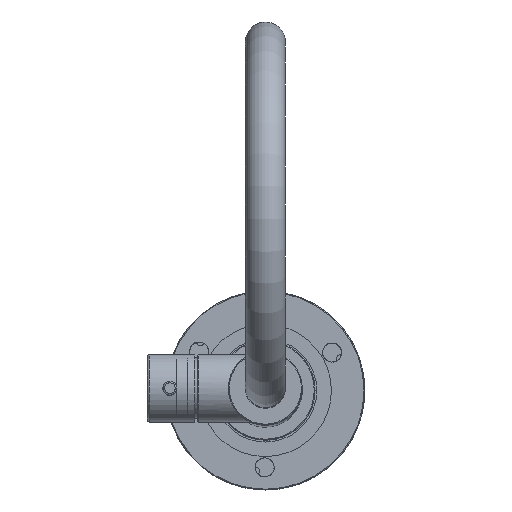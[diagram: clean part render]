
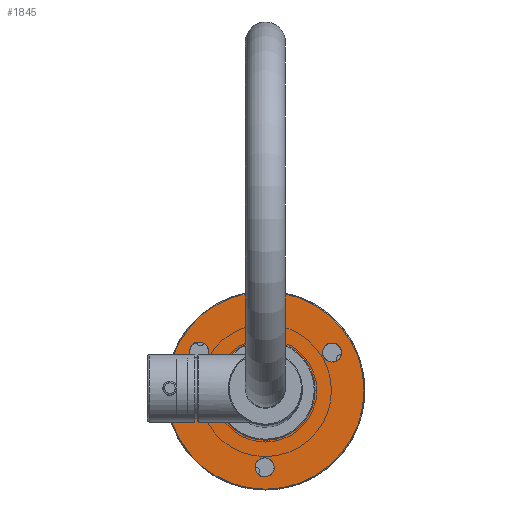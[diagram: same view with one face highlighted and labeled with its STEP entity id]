
A CAD part, top view. The second image highlights one B-rep face of the part: STEP entity #1845.
In plain terms, the highlighted planar face has unit normal (0, 0, 1).
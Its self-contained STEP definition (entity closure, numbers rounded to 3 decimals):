
#210=PLANE('',#2367);
#465=ORIENTED_EDGE('',*,*,#760,.T.);
#466=ORIENTED_EDGE('',*,*,#761,.T.);
#467=ORIENTED_EDGE('',*,*,#762,.T.);
#468=ORIENTED_EDGE('',*,*,#763,.T.);
#469=ORIENTED_EDGE('',*,*,#764,.T.);
#760=EDGE_CURVE('',#1469,#1469,#959,.T.);
#761=EDGE_CURVE('',#1470,#1470,#960,.F.);
#762=EDGE_CURVE('',#1471,#1471,#961,.F.);
#763=EDGE_CURVE('',#1472,#1472,#962,.F.);
#764=EDGE_CURVE('',#1473,#1473,#963,.F.);
#959=CIRCLE('',#2368,64.25);
#960=CIRCLE('',#2369,6.25);
#961=CIRCLE('',#2370,6.25);
#962=CIRCLE('',#2371,6.25);
#963=CIRCLE('',#2372,31.6);
#1141=EDGE_LOOP('',(#465));
#1142=EDGE_LOOP('',(#466));
#1143=EDGE_LOOP('',(#467));
#1144=EDGE_LOOP('',(#468));
#1145=EDGE_LOOP('',(#469));
#1469=VERTEX_POINT('',#6801);
#1470=VERTEX_POINT('',#6803);
#1471=VERTEX_POINT('',#6805);
#1472=VERTEX_POINT('',#6807);
#1473=VERTEX_POINT('',#6809);
#1703=FACE_BOUND('',#1141,.T.);
#1704=FACE_BOUND('',#1142,.T.);
#1705=FACE_BOUND('',#1143,.T.);
#1706=FACE_BOUND('',#1144,.T.);
#1707=FACE_BOUND('',#1145,.T.);
#1845=ADVANCED_FACE('',(#1703,#1704,#1705,#1706,#1707),#210,.T.);
#2367=AXIS2_PLACEMENT_3D('',#6799,#2822,#2823);
#2368=AXIS2_PLACEMENT_3D('',#6800,#2824,#2825);
#2369=AXIS2_PLACEMENT_3D('',#6802,#2826,#2827);
#2370=AXIS2_PLACEMENT_3D('',#6804,#2828,#2829);
#2371=AXIS2_PLACEMENT_3D('',#6806,#2830,#2831);
#2372=AXIS2_PLACEMENT_3D('',#6808,#2832,#2833);
#2822=DIRECTION('',(0.,0.,1.));
#2823=DIRECTION('',(-0.994,0.112,0.));
#2824=DIRECTION('',(0.,0.,1.));
#2825=DIRECTION('',(0.,1.,0.));
#2826=DIRECTION('',(0.,0.,1.));
#2827=DIRECTION('',(0.809,0.588,0.));
#2828=DIRECTION('',(0.,0.,1.));
#2829=DIRECTION('',(-0.588,0.809,0.));
#2830=DIRECTION('',(0.,0.,1.));
#2831=DIRECTION('',(-0.588,0.809,0.));
#2832=DIRECTION('',(0.,0.,1.));
#2833=DIRECTION('',(1.,0.,0.));
#6799=CARTESIAN_POINT('',(71.587,57.1,10.5));
#6800=CARTESIAN_POINT('',(0.,0.,10.5));
#6801=CARTESIAN_POINT('',(0.,64.25,10.5));
#6802=CARTESIAN_POINT('',(-0.369,-49.999,10.5));
#6803=CARTESIAN_POINT('',(4.687,-46.325,10.5));
#6804=CARTESIAN_POINT('',(-43.115,25.319,10.5));
#6805=CARTESIAN_POINT('',(-46.789,30.376,10.5));
#6806=CARTESIAN_POINT('',(43.485,24.679,10.5));
#6807=CARTESIAN_POINT('',(39.811,29.736,10.5));
#6808=CARTESIAN_POINT('',(0.,0.,10.5));
#6809=CARTESIAN_POINT('',(-31.402,3.535,10.5));
